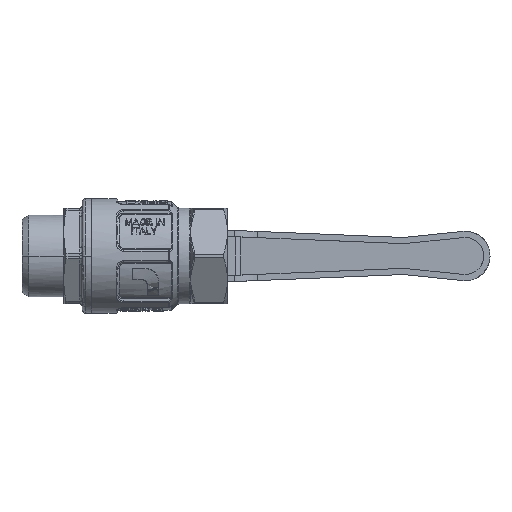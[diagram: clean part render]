
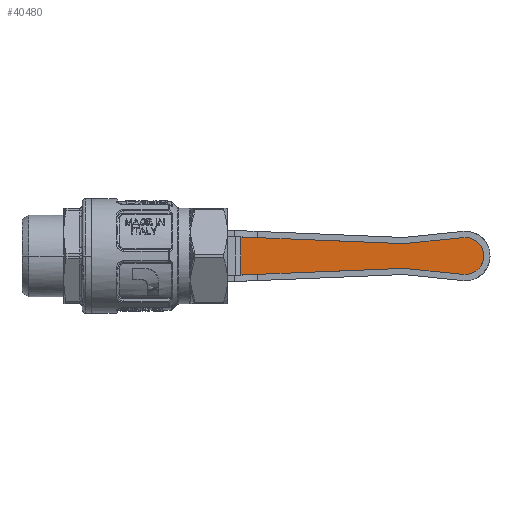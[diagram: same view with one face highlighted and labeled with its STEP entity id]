
A CAD part, front view. The second image highlights one B-rep face of the part: STEP entity #40480.
In plain terms, the highlighted planar face has unit normal (0, -1, 0).
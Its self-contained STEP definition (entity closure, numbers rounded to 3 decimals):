
#800 = CARTESIAN_POINT ( 'NONE',  ( 105.394, 52.8, -6. ) ) ;
#953 = CARTESIAN_POINT ( 'NONE',  ( 108.006, 52.8, -5.208 ) ) ;
#1358 = EDGE_CURVE ( 'NONE', #19066, #37861, #29313, .T. ) ;
#1427 = CARTESIAN_POINT ( 'NONE',  ( 110.962, 52.8, -0.784 ) ) ;
#1495 = CARTESIAN_POINT ( 'NONE',  ( 104.797, 52.8, 6. ) ) ;
#1586 = CARTESIAN_POINT ( 'NONE',  ( 107.66, 52.8, 5.392 ) ) ;
#1851 = EDGE_CURVE ( 'NONE', #7585, #7938, #2978, .T. ) ;
#1864 = CARTESIAN_POINT ( 'NONE',  ( 32.364, 52.8, -2.057 ) ) ;
#1904 = CARTESIAN_POINT ( 'NONE',  ( 110.208, 52.8, 3.006 ) ) ;
#2058 = CARTESIAN_POINT ( 'NONE',  ( 110.392, 52.8, 2.66 ) ) ;
#2978 = B_SPLINE_CURVE_WITH_KNOTS ( 'NONE', 3,
 ( #27439, #20195, #20348, #23305 ),
 .UNSPECIFIED., .F., .F.,
 ( 4, 4 ),
 ( 0., 1. ),
 .UNSPECIFIED. ) ;
#4676 = CARTESIAN_POINT ( 'NONE',  ( 108.964, 52.8, -4.522 ) ) ;
#5466 = CARTESIAN_POINT ( 'NONE',  ( 110.392, 52.8, -2.66 ) ) ;
#5546 = EDGE_CURVE ( 'NONE', #7017, #8155, #41509, .T. ) ;
#6071 = ORIENTED_EDGE ( 'NONE', *, *, #42109, .F. ) ;
#6355 = EDGE_CURVE ( 'NONE', #30054, #7585, #13437, .T. ) ;
#6650 = CARTESIAN_POINT ( 'NONE',  ( 32.364, 52.8, 6.171 ) ) ;
#7017 = VERTEX_POINT ( 'NONE', #18084 ) ;
#7276 = PLANE ( 'NONE',  #42213 ) ;
#7585 = VERTEX_POINT ( 'NONE', #6650 ) ;
#7705 = CARTESIAN_POINT ( 'NONE',  ( 104.391, 52.8, -5.969 ) ) ;
#7938 = VERTEX_POINT ( 'NONE', #46564 ) ;
#8093 = ORIENTED_EDGE ( 'NONE', *, *, #1358, .F. ) ;
#8155 = VERTEX_POINT ( 'NONE', #26011 ) ;
#8213 = CARTESIAN_POINT ( 'NONE',  ( 106.557, 52.8, -5.808 ) ) ;
#8369 = CARTESIAN_POINT ( 'NONE',  ( 109.77, 52.8, -3.661 ) ) ;
#8858 = CARTESIAN_POINT ( 'NONE',  ( 108.661, 52.8, 4.77 ) ) ;
#9595 = CARTESIAN_POINT ( 'NONE',  ( 32.364, 52.8, 2.057 ) ) ;
#10879 = CARTESIAN_POINT ( 'NONE',  ( 85.061, 52.8, -3.996 ) ) ;
#10975 = DIRECTION ( 'NONE',  ( 1., 0., 0. ) ) ;
#11909 = CARTESIAN_POINT ( 'NONE',  ( 107.66, 52.8, -5.392 ) ) ;
#13437 = B_SPLINE_CURVE_WITH_KNOTS ( 'NONE', 3,
 ( #16882, #1864, #9595, #39098 ),
 .UNSPECIFIED., .F., .F.,
 ( 4, 4 ),
 ( 0., 1. ),
 .UNSPECIFIED. ) ;
#14220 = EDGE_CURVE ( 'NONE', #37861, #30054, #16391, .T. ) ;
#14713 = EDGE_CURVE ( 'NONE', #7938, #29043, #22326, .T. ) ;
#14972 = CARTESIAN_POINT ( 'NONE',  ( 104.593, 52.8, -5.99 ) ) ;
#15103 = CARTESIAN_POINT ( 'NONE',  ( 32.364, 52.8, -6.171 ) ) ;
#15864 = CARTESIAN_POINT ( 'NONE',  ( 85.061, 52.8, 3.996 ) ) ;
#15894 = CARTESIAN_POINT ( 'NONE',  ( 104.593, 52.8, 5.99 ) ) ;
#16146 = CARTESIAN_POINT ( 'NONE',  ( 108.006, 52.8, 5.208 ) ) ;
#16194 = ORIENTED_EDGE ( 'NONE', *, *, #1851, .F. ) ;
#16304 = CARTESIAN_POINT ( 'NONE',  ( 105., 52.8, 6. ) ) ;
#16391 = B_SPLINE_CURVE_WITH_KNOTS ( 'NONE', 3,
 ( #10879, #18150, #36698, #15103 ),
 .UNSPECIFIED., .F., .F.,
 ( 4, 4 ),
 ( 0., 1. ),
 .UNSPECIFIED. ) ;
#16762 = CARTESIAN_POINT ( 'NONE',  ( 109.522, 52.8, 3.964 ) ) ;
#16882 = CARTESIAN_POINT ( 'NONE',  ( 32.364, 52.8, -6.171 ) ) ;
#18084 = CARTESIAN_POINT ( 'NONE',  ( 105., 52.8, -6. ) ) ;
#18150 = CARTESIAN_POINT ( 'NONE',  ( 67.495, 52.8, -4.721 ) ) ;
#18184 = CARTESIAN_POINT ( 'NONE',  ( 104.797, 52.8, -6. ) ) ;
#18293 = CARTESIAN_POINT ( 'NONE',  ( 32.364, 52.8, -6.171 ) ) ;
#18730 = FACE_OUTER_BOUND ( 'NONE', #38370, .T. ) ;
#19066 = VERTEX_POINT ( 'NONE', #24818 ) ;
#19159 = ORIENTED_EDGE ( 'NONE', *, *, #5546, .T. ) ;
#19820 = CARTESIAN_POINT ( 'NONE',  ( 85.061, 52.8, -3.996 ) ) ;
#20142 = CARTESIAN_POINT ( 'NONE',  ( 110.694, 52.8, -1.932 ) ) ;
#20195 = CARTESIAN_POINT ( 'NONE',  ( 49.93, 52.8, 5.446 ) ) ;
#20301 = CARTESIAN_POINT ( 'NONE',  ( 110.808, 52.8, -1.557 ) ) ;
#20348 = CARTESIAN_POINT ( 'NONE',  ( 67.495, 52.8, 4.721 ) ) ;
#21105 = CARTESIAN_POINT ( 'NONE',  ( 105., 52.8, -6. ) ) ;
#22170 = B_SPLINE_CURVE_WITH_KNOTS ( 'NONE', 3,
 ( #31379, #15894, #1495, #23331 ),
 .UNSPECIFIED., .F., .F.,
 ( 4, 4 ),
 ( 0., 1. ),
 .UNSPECIFIED. ) ;
#22326 = B_SPLINE_CURVE_WITH_KNOTS ( 'NONE', 3,
 ( #15864, #33624, #42415, #27337 ),
 .UNSPECIFIED., .F., .F.,
 ( 4, 4 ),
 ( 0., 1. ),
 .UNSPECIFIED. ) ;
#23305 = CARTESIAN_POINT ( 'NONE',  ( 85.061, 52.8, 3.996 ) ) ;
#23331 = CARTESIAN_POINT ( 'NONE',  ( 105., 52.8, 6. ) ) ;
#23574 = CARTESIAN_POINT ( 'NONE',  ( 111., 52.8, -0.394 ) ) ;
#23741 = CARTESIAN_POINT ( 'NONE',  ( 105.394, 52.8, 6. ) ) ;
#23889 = CARTESIAN_POINT ( 'NONE',  ( 106.557, 52.8, 5.808 ) ) ;
#24035 = CARTESIAN_POINT ( 'NONE',  ( 110.694, 52.8, 1.932 ) ) ;
#24818 = CARTESIAN_POINT ( 'NONE',  ( 104.391, 52.8, -5.969 ) ) ;
#25027 = CARTESIAN_POINT ( 'NONE',  ( 104.391, 52.8, 5.969 ) ) ;
#25172 = ORIENTED_EDGE ( 'NONE', *, *, #14220, .F. ) ;
#26011 = CARTESIAN_POINT ( 'NONE',  ( 105., 52.8, 6. ) ) ;
#26100 = CARTESIAN_POINT ( 'NONE',  ( 91.504, 52.8, -4.654 ) ) ;
#26666 = CARTESIAN_POINT ( 'NONE',  ( 105.784, 52.8, -5.962 ) ) ;
#26829 = CARTESIAN_POINT ( 'NONE',  ( 108.661, 52.8, -4.77 ) ) ;
#27297 = CARTESIAN_POINT ( 'NONE',  ( 105.784, 52.8, 5.962 ) ) ;
#27337 = CARTESIAN_POINT ( 'NONE',  ( 104.391, 52.8, 5.969 ) ) ;
#27439 = CARTESIAN_POINT ( 'NONE',  ( 32.364, 52.8, 6.171 ) ) ;
#27598 = EDGE_CURVE ( 'NONE', #7017, #19066, #34592, .T. ) ;
#27766 = CARTESIAN_POINT ( 'NONE',  ( 108.964, 52.8, 4.521 ) ) ;
#27923 = CARTESIAN_POINT ( 'NONE',  ( 109.77, 52.8, 3.661 ) ) ;
#29043 = VERTEX_POINT ( 'NONE', #25027 ) ;
#29313 = B_SPLINE_CURVE_WITH_KNOTS ( 'NONE', 3,
 ( #31370, #35051, #26100, #37621 ),
 .UNSPECIFIED., .F., .F.,
 ( 4, 4 ),
 ( 0., 1. ),
 .UNSPECIFIED. ) ;
#30054 = VERTEX_POINT ( 'NONE', #18293 ) ;
#30517 = CARTESIAN_POINT ( 'NONE',  ( 109.521, 52.8, -3.964 ) ) ;
#31370 = CARTESIAN_POINT ( 'NONE',  ( 104.391, 52.8, -5.969 ) ) ;
#31379 = CARTESIAN_POINT ( 'NONE',  ( 104.391, 52.8, 5.969 ) ) ;
#33114 = DIRECTION ( 'NONE',  ( 0., 1., 0. ) ) ;
#33269 = CARTESIAN_POINT ( 'NONE',  ( 105., 52.8, 0. ) ) ;
#33624 = CARTESIAN_POINT ( 'NONE',  ( 91.504, 52.8, 4.654 ) ) ;
#34053 = CARTESIAN_POINT ( 'NONE',  ( 106.932, 52.8, -5.694 ) ) ;
#34366 = ORIENTED_EDGE ( 'NONE', *, *, #27598, .F. ) ;
#34592 = B_SPLINE_CURVE_WITH_KNOTS ( 'NONE', 3,
 ( #21105, #18184, #14972, #7705 ),
 .UNSPECIFIED., .F., .F.,
 ( 4, 4 ),
 ( 0., 1. ),
 .UNSPECIFIED. ) ;
#34683 = CARTESIAN_POINT ( 'NONE',  ( 106.932, 52.8, 5.694 ) ) ;
#35051 = CARTESIAN_POINT ( 'NONE',  ( 97.947, 52.8, -5.311 ) ) ;
#36698 = CARTESIAN_POINT ( 'NONE',  ( 49.93, 52.8, -5.446 ) ) ;
#37560 = CARTESIAN_POINT ( 'NONE',  ( 105., 52.8, -6. ) ) ;
#37621 = CARTESIAN_POINT ( 'NONE',  ( 85.061, 52.8, -3.996 ) ) ;
#37861 = VERTEX_POINT ( 'NONE', #19820 ) ;
#38343 = CARTESIAN_POINT ( 'NONE',  ( 111., 52.8, 0.394 ) ) ;
#38370 = EDGE_LOOP ( 'NONE', ( #8093, #34366, #19159, #6071, #46553, #16194, #42079, #25172 ) ) ;
#38823 = CARTESIAN_POINT ( 'NONE',  ( 110.208, 52.8, -3.006 ) ) ;
#39098 = CARTESIAN_POINT ( 'NONE',  ( 32.364, 52.8, 6.171 ) ) ;
#40480 = ADVANCED_FACE ( 'NONE', ( #18730 ), #7276, .F. ) ;
#41509 = B_SPLINE_CURVE_WITH_KNOTS ( 'NONE', 3,
 ( #37560, #800, #26666, #8213, #34053, #11909, #953, #26829, #4676, #30517, #8369, #38823, #5466, #20142, #20301, #1427, #23574, #38343, #45592, #46065, #24035, #2058, #1904, #27923, #16762, #27766, #8858, #16146, #1586, #34683, #23889, #27297, #23741, #16304 ),
 .UNSPECIFIED., .F., .F.,
 ( 4, 2, 2, 2, 2, 2, 2, 2, 2, 2, 2, 2, 2, 2, 2, 2, 4 ),
 ( 0., 0.063, 0.125, 0.188, 0.25, 0.313, 0.375, 0.438, 0.5, 0.562, 0.625, 0.687, 0.75, 0.813, 0.875, 0.938, 1. ),
 .UNSPECIFIED. ) ;
#42079 = ORIENTED_EDGE ( 'NONE', *, *, #6355, .F. ) ;
#42109 = EDGE_CURVE ( 'NONE', #29043, #8155, #22170, .T. ) ;
#42213 = AXIS2_PLACEMENT_3D ( 'NONE', #33269, #33114, #10975 ) ;
#42415 = CARTESIAN_POINT ( 'NONE',  ( 97.947, 52.8, 5.311 ) ) ;
#45592 = CARTESIAN_POINT ( 'NONE',  ( 110.962, 52.8, 0.784 ) ) ;
#46065 = CARTESIAN_POINT ( 'NONE',  ( 110.808, 52.8, 1.557 ) ) ;
#46553 = ORIENTED_EDGE ( 'NONE', *, *, #14713, .F. ) ;
#46564 = CARTESIAN_POINT ( 'NONE',  ( 85.061, 52.8, 3.996 ) ) ;
